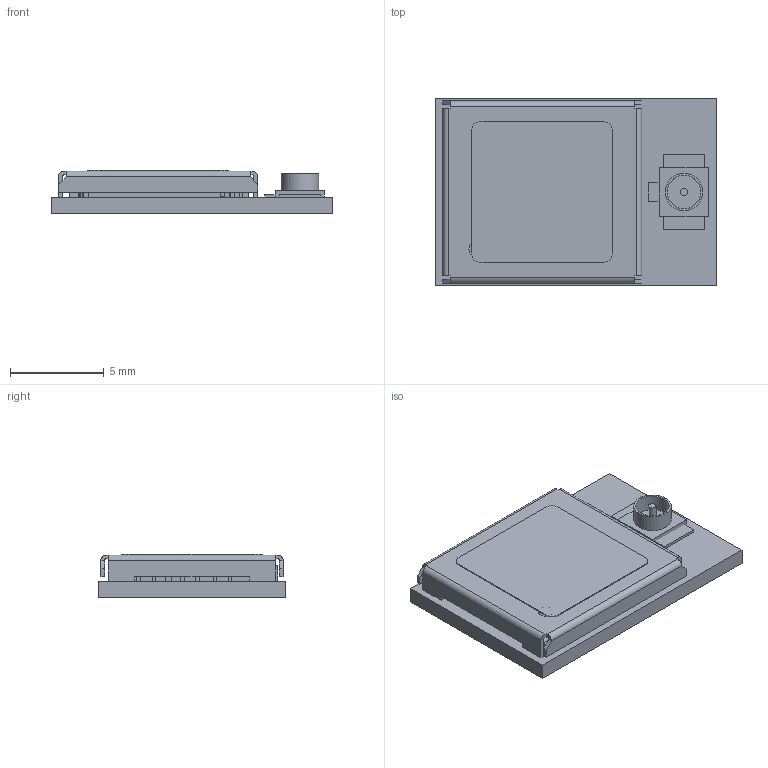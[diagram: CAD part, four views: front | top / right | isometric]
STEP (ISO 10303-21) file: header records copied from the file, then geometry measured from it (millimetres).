
FILE_DESCRIPTION(('STEP AP214'),'1');
FILE_NAME('NINA-B400.stp','2020-07-30T17:18:59',(' '),(' '),'Spatial InterOp 3D',' ',' ');
FILE_SCHEMA(('automotive_design'));
Length unit declared in the file: metre
Products named in the file (72): PCB; 15.0x10.0 PCB; NINA-B400; 2.0x1.6 Crystal; X; Crystal; BLE Electrical Components; C 0201; Part83; C0402; Part38; Part39; nRF52840 7x7 mm; L 0201; L 0603; NINA-Bxxx Label; NINA-pads; Part9; NINA-B3 Shieldbox; U.FL-R-SMT; Part76; Part77; Part78; Part79
Assembly tree (132 placements, depth 5):
  NINA-B400
    15.0x10.0 PCB
      PCB
        PCB
    BLE Electrical Components
      Crystal
        2.0x1.6 Crystal
          X
      C 0201  x8
        Part83
        Part83
        Part83
      C 0201  x2
        Part83
        Part83
        Part83
      C0402
        Part38
        Part39
      C0402  x4
        Part38
        Part39
      nRF52840 7x7 mm
      L 0201  x2
        Part83
        Part83
        Part83
      L 0603
        Part83
        Part83
        Part83
      L 0201
        Part83
        Part83
        Part83
      C 0201
        Part83
        Part83
        Part83
    NINA-Bxxx Label
    NINA-pads
      Part9  x10
      Part9  x20
      Part9  x18
      Part9
      Part9
      Part9
      Part9
      Part9
      Part9
      Part9
      Part9
      Part9
      Part9
      Part9
      Part9
      Part9
      Part9
      Part9
      Part9
Bounding box: 15 x 10 x 2.33 mm (x, y, z)
Volume: 211.1 mm3; surface area: 1053.3 mm2
Topology: 142 solids, 142 shells, 913 faces, 1868 edges, 1240 vertices
Faces by surface type: plane 881, cylinder 28, torus 4
Full cylindrical faces by diameter (mm): 0.4 x1, 0.8 x1, 1.8 x1, 2 x1
Entity records: 15316 total; most frequent: DIRECTION 1936, CARTESIAN_POINT 1878, ORIENTED_EDGE 1616, EDGE_CURVE 808, LINE 748, VECTOR 748, AXIS2_PLACEMENT_3D 594, VERTEX_POINT 536
